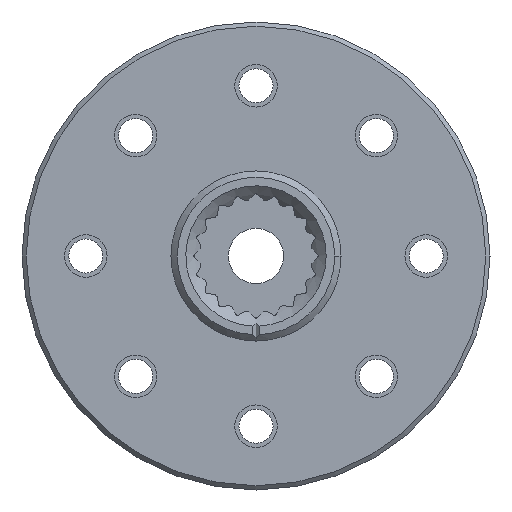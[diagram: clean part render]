
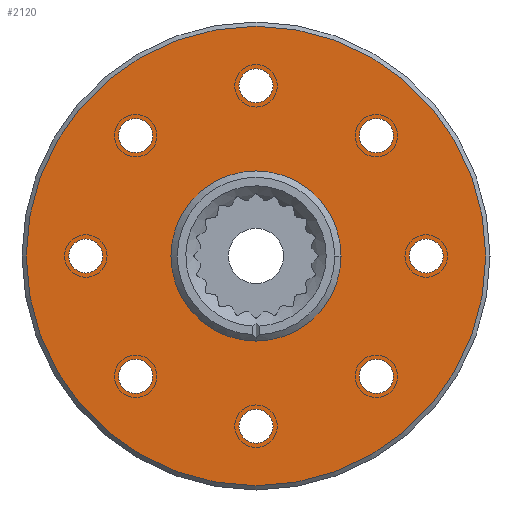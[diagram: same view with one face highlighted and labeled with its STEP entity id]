
A CAD part, front view. The second image highlights one B-rep face of the part: STEP entity #2120.
In plain terms, the highlighted planar face has unit normal (0, -1, 0).
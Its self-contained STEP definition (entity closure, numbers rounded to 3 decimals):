
#184=FACE_BOUND('',#500,.T.);
#185=FACE_BOUND('',#501,.T.);
#186=FACE_BOUND('',#502,.T.);
#187=FACE_BOUND('',#503,.T.);
#188=FACE_BOUND('',#504,.T.);
#189=FACE_BOUND('',#505,.T.);
#190=FACE_BOUND('',#506,.T.);
#191=FACE_BOUND('',#507,.T.);
#192=FACE_BOUND('',#508,.T.);
#347=FACE_OUTER_BOUND('',#499,.T.);
#499=EDGE_LOOP('',(#1766));
#500=EDGE_LOOP('',(#1767));
#501=EDGE_LOOP('',(#1768));
#502=EDGE_LOOP('',(#1769));
#503=EDGE_LOOP('',(#1770));
#504=EDGE_LOOP('',(#1771));
#505=EDGE_LOOP('',(#1772));
#506=EDGE_LOOP('',(#1773));
#507=EDGE_LOOP('',(#1774));
#508=EDGE_LOOP('',(#1775));
#785=CIRCLE('',#2208,4.);
#851=CIRCLE('',#2321,10.8);
#852=CIRCLE('',#2323,0.8);
#853=CIRCLE('',#2324,0.8);
#854=CIRCLE('',#2325,0.8);
#855=CIRCLE('',#2326,0.8);
#856=CIRCLE('',#2327,0.8);
#857=CIRCLE('',#2328,0.8);
#858=CIRCLE('',#2329,0.8);
#859=CIRCLE('',#2330,0.8);
#892=VERTEX_POINT('',#3004);
#1076=VERTEX_POINT('',#4230);
#1077=VERTEX_POINT('',#4233);
#1078=VERTEX_POINT('',#4235);
#1079=VERTEX_POINT('',#4237);
#1080=VERTEX_POINT('',#4239);
#1081=VERTEX_POINT('',#4241);
#1082=VERTEX_POINT('',#4243);
#1083=VERTEX_POINT('',#4245);
#1084=VERTEX_POINT('',#4247);
#1119=EDGE_CURVE('',#892,#892,#785,.T.);
#1354=EDGE_CURVE('',#1076,#1076,#851,.T.);
#1355=EDGE_CURVE('',#1077,#1077,#852,.T.);
#1356=EDGE_CURVE('',#1078,#1078,#853,.T.);
#1357=EDGE_CURVE('',#1079,#1079,#854,.T.);
#1358=EDGE_CURVE('',#1080,#1080,#855,.T.);
#1359=EDGE_CURVE('',#1081,#1081,#856,.T.);
#1360=EDGE_CURVE('',#1082,#1082,#857,.T.);
#1361=EDGE_CURVE('',#1083,#1083,#858,.T.);
#1362=EDGE_CURVE('',#1084,#1084,#859,.T.);
#1766=ORIENTED_EDGE('',*,*,#1354,.F.);
#1767=ORIENTED_EDGE('',*,*,#1119,.T.);
#1768=ORIENTED_EDGE('',*,*,#1355,.T.);
#1769=ORIENTED_EDGE('',*,*,#1356,.T.);
#1770=ORIENTED_EDGE('',*,*,#1357,.T.);
#1771=ORIENTED_EDGE('',*,*,#1358,.T.);
#1772=ORIENTED_EDGE('',*,*,#1359,.T.);
#1773=ORIENTED_EDGE('',*,*,#1360,.T.);
#1774=ORIENTED_EDGE('',*,*,#1361,.T.);
#1775=ORIENTED_EDGE('',*,*,#1362,.T.);
#2036=PLANE('',#2322);
#2120=ADVANCED_FACE('',(#347,#184,#185,#186,#187,#188,#189,#190,#191,#192),
#2036,.T.);
#2208=AXIS2_PLACEMENT_3D('',#3005,#2455,#2456);
#2321=AXIS2_PLACEMENT_3D('',#4231,#2730,#2731);
#2322=AXIS2_PLACEMENT_3D('',#4232,#2732,#2733);
#2323=AXIS2_PLACEMENT_3D('',#4234,#2734,#2735);
#2324=AXIS2_PLACEMENT_3D('',#4236,#2736,#2737);
#2325=AXIS2_PLACEMENT_3D('',#4238,#2738,#2739);
#2326=AXIS2_PLACEMENT_3D('',#4240,#2740,#2741);
#2327=AXIS2_PLACEMENT_3D('',#4242,#2742,#2743);
#2328=AXIS2_PLACEMENT_3D('',#4244,#2744,#2745);
#2329=AXIS2_PLACEMENT_3D('',#4246,#2746,#2747);
#2330=AXIS2_PLACEMENT_3D('',#4248,#2748,#2749);
#2455=DIRECTION('center_axis',(0.,1.,0.));
#2456=DIRECTION('ref_axis',(1.,0.,0.));
#2730=DIRECTION('center_axis',(0.,1.,0.));
#2731=DIRECTION('ref_axis',(-1.,0.,0.));
#2732=DIRECTION('center_axis',(0.,-1.,0.));
#2733=DIRECTION('ref_axis',(-1.,0.,0.));
#2734=DIRECTION('center_axis',(0.,1.,0.));
#2735=DIRECTION('ref_axis',(1.,0.,0.));
#2736=DIRECTION('center_axis',(0.,1.,0.));
#2737=DIRECTION('ref_axis',(1.,0.,0.));
#2738=DIRECTION('center_axis',(0.,1.,0.));
#2739=DIRECTION('ref_axis',(1.,0.,0.));
#2740=DIRECTION('center_axis',(0.,1.,0.));
#2741=DIRECTION('ref_axis',(1.,0.,0.));
#2742=DIRECTION('center_axis',(0.,1.,0.));
#2743=DIRECTION('ref_axis',(1.,0.,0.));
#2744=DIRECTION('center_axis',(0.,1.,0.));
#2745=DIRECTION('ref_axis',(1.,0.,0.));
#2746=DIRECTION('center_axis',(0.,1.,0.));
#2747=DIRECTION('ref_axis',(1.,0.,0.));
#2748=DIRECTION('center_axis',(0.,1.,0.));
#2749=DIRECTION('ref_axis',(1.,0.,0.));
#3004=CARTESIAN_POINT('',(4.,0.,0.));
#3005=CARTESIAN_POINT('Origin',(0.,0.,0.));
#4230=CARTESIAN_POINT('',(10.8,0.,0.));
#4231=CARTESIAN_POINT('Origin',(0.,0.,0.));
#4232=CARTESIAN_POINT('Origin',(0.,0.,0.));
#4233=CARTESIAN_POINT('',(-0.8,0.,-8.));
#4234=CARTESIAN_POINT('Origin',(0.,0.,-8.));
#4235=CARTESIAN_POINT('',(4.857,0.,-5.657));
#4236=CARTESIAN_POINT('Origin',(5.657,0.,-5.657));
#4237=CARTESIAN_POINT('',(7.2,0.,0.));
#4238=CARTESIAN_POINT('Origin',(8.,0.,0.));
#4239=CARTESIAN_POINT('',(4.857,0.,5.657));
#4240=CARTESIAN_POINT('Origin',(5.657,0.,5.657));
#4241=CARTESIAN_POINT('',(-0.8,0.,8.));
#4242=CARTESIAN_POINT('Origin',(0.,0.,8.));
#4243=CARTESIAN_POINT('',(-6.457,0.,5.657));
#4244=CARTESIAN_POINT('Origin',(-5.657,0.,5.657));
#4245=CARTESIAN_POINT('',(-8.8,0.,0.));
#4246=CARTESIAN_POINT('Origin',(-8.,0.,0.));
#4247=CARTESIAN_POINT('',(-6.457,0.,-5.657));
#4248=CARTESIAN_POINT('Origin',(-5.657,0.,-5.657));
